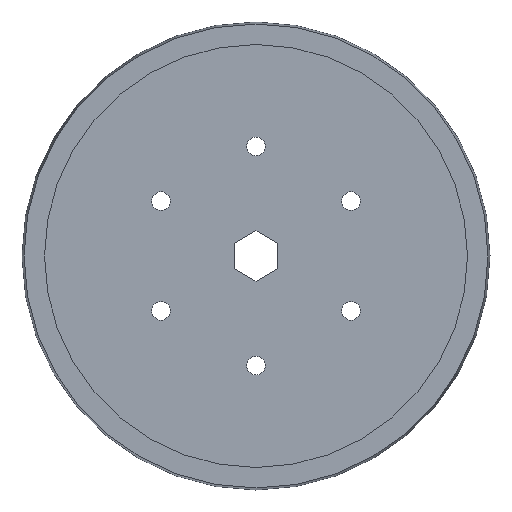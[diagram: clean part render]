
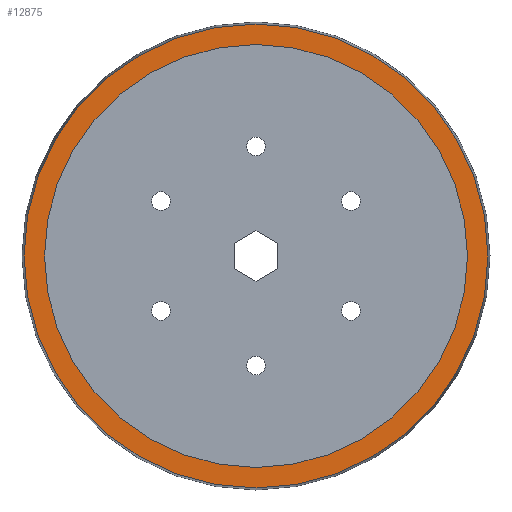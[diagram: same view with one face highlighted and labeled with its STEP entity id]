
A CAD part, left-side view. The second image highlights one B-rep face of the part: STEP entity #12875.
In plain terms, the highlighted planar face has unit normal (-1, 0, 0).
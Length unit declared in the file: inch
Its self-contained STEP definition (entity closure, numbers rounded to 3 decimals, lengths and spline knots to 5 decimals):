
#285 = CARTESIAN_POINT ( 'NONE',  ( -0.698, 0.02881, 0.08491 ) ) ;
#1460 = VERTEX_POINT ( 'NONE', #18816 ) ;
#1875 = AXIS2_PLACEMENT_3D ( 'NONE', #285, #7686, #30915 ) ;
#2452 = DIRECTION ( 'NONE',  ( -1., 0., 0. ) ) ;
#5147 = DIRECTION ( 'NONE',  ( 0., -1., 0. ) ) ;
#5543 = CARTESIAN_POINT ( 'NONE',  ( -0.698, 1.83635, 0.08491 ) ) ;
#7662 = ORIENTED_EDGE ( 'NONE', *, *, #17641, .F. ) ;
#7686 = DIRECTION ( 'NONE',  ( -1., 0., 0. ) ) ;
#7864 = AXIS2_PLACEMENT_3D ( 'NONE', #25504, #2452, #5147 ) ;
#9479 = FACE_OUTER_BOUND ( 'NONE', #12708, .T. ) ;
#10233 = EDGE_LOOP ( 'NONE', ( #7662, #20586 ) ) ;
#10676 = DIRECTION ( 'NONE',  ( 1., 0., 0. ) ) ;
#10979 = ORIENTED_EDGE ( 'NONE', *, *, #30457, .T. ) ;
#11058 = CIRCLE ( 'NONE', #11247, 1.98254 ) ;
#11247 = AXIS2_PLACEMENT_3D ( 'NONE', #19087, #21630, #24463 ) ;
#12490 = EDGE_CURVE ( 'NONE', #1460, #22883, #11058, .T. ) ;
#12708 = EDGE_LOOP ( 'NONE', ( #23822, #10979 ) ) ;
#12875 = ADVANCED_FACE ( 'NONE', ( #15521, #9479 ), #23325, .F. ) ;
#12938 = CARTESIAN_POINT ( 'NONE',  ( -0.698, -1.95373, 0.08491 ) ) ;
#13838 = CIRCLE ( 'NONE', #7864, 1.80754 ) ;
#14157 = VERTEX_POINT ( 'NONE', #31206 ) ;
#14789 = DIRECTION ( 'NONE',  ( 0., -1., 0. ) ) ;
#14902 = CARTESIAN_POINT ( 'NONE',  ( -0.698, 0.02881, 0.08491 ) ) ;
#15521 = FACE_BOUND ( 'NONE', #10233, .T. ) ;
#15532 = CIRCLE ( 'NONE', #1875, 1.98254 ) ;
#17209 = EDGE_CURVE ( 'NONE', #14157, #19446, #21471, .T. ) ;
#17471 = DIRECTION ( 'NONE',  ( -1., 0., 0. ) ) ;
#17641 = EDGE_CURVE ( 'NONE', #19446, #14157, #13838, .T. ) ;
#18816 = CARTESIAN_POINT ( 'NONE',  ( -0.698, 2.01135, 0.08491 ) ) ;
#19087 = CARTESIAN_POINT ( 'NONE',  ( -0.698, 0.02881, 0.08491 ) ) ;
#19446 = VERTEX_POINT ( 'NONE', #31150 ) ;
#20586 = ORIENTED_EDGE ( 'NONE', *, *, #17209, .F. ) ;
#21471 = CIRCLE ( 'NONE', #21945, 1.80754 ) ;
#21630 = DIRECTION ( 'NONE',  ( -1., 0., 0. ) ) ;
#21945 = AXIS2_PLACEMENT_3D ( 'NONE', #14902, #17471, #14789 ) ;
#22883 = VERTEX_POINT ( 'NONE', #12938 ) ;
#23325 = PLANE ( 'NONE',  #32239 ) ;
#23822 = ORIENTED_EDGE ( 'NONE', *, *, #12490, .T. ) ;
#24463 = DIRECTION ( 'NONE',  ( 0., -1., 0. ) ) ;
#25504 = CARTESIAN_POINT ( 'NONE',  ( -0.698, 0.02881, 0.08491 ) ) ;
#26012 = DIRECTION ( 'NONE',  ( 0., 1., 0. ) ) ;
#30457 = EDGE_CURVE ( 'NONE', #22883, #1460, #15532, .T. ) ;
#30915 = DIRECTION ( 'NONE',  ( 0., -1., 0. ) ) ;
#31150 = CARTESIAN_POINT ( 'NONE',  ( -0.698, 1.83635, 0.08491 ) ) ;
#31206 = CARTESIAN_POINT ( 'NONE',  ( -0.698, -1.77873, 0.08491 ) ) ;
#32239 = AXIS2_PLACEMENT_3D ( 'NONE', #5543, #10676, #26012 ) ;
